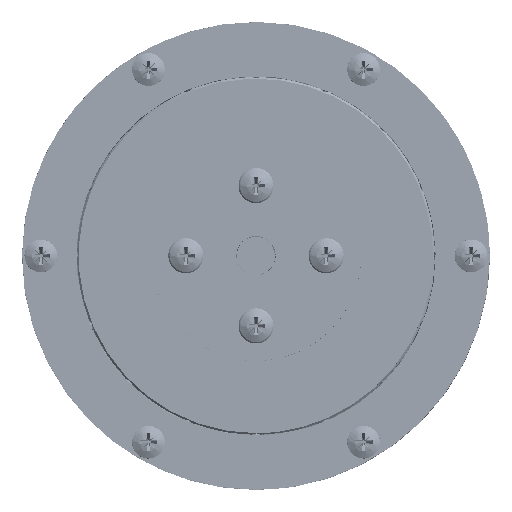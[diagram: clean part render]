
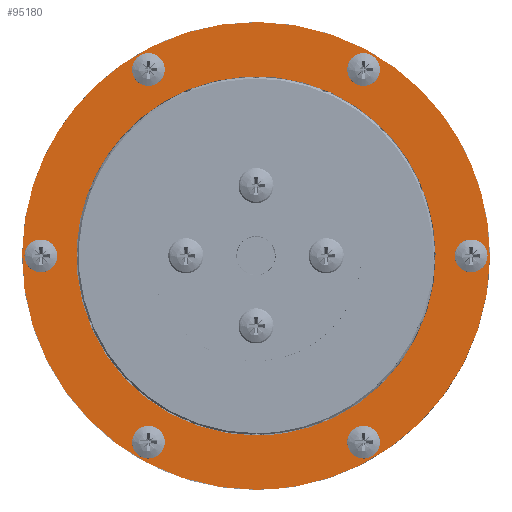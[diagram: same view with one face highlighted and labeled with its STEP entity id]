
A CAD part, top view. The second image highlights one B-rep face of the part: STEP entity #95180.
In plain terms, the highlighted free-form (B-spline) face has degree [1, 1] with [2, 2] control points.
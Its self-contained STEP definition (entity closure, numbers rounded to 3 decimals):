
#94291 = VERTEX_POINT('',#94292);
#94292 = CARTESIAN_POINT('',(35.955,54.051,
    54.95));
#94310 = EDGE_CURVE('',#94291,#94291,#94311,.T.);
#94311 = ( BOUNDED_CURVE() B_SPLINE_CURVE(2,(#94312,#94313,#94314,#94315
    ,#94316,#94317,#94318),.UNSPECIFIED.,.T.,.F.) 
B_SPLINE_CURVE_WITH_KNOTS((3,2,2,3),(3.142,5.236,
7.33,9.425),.PIECEWISE_BEZIER_KNOTS.) CURVE() 
GEOMETRIC_REPRESENTATION_ITEM() RATIONAL_B_SPLINE_CURVE((1.,0.5,1.,0.5,
1.,0.5,1.)) REPRESENTATION_ITEM('') );
#94312 = CARTESIAN_POINT('',(35.955,54.051,
    54.95));
#94313 = CARTESIAN_POINT('',(35.955,45.826,
    54.95));
#94314 = CARTESIAN_POINT('',(28.832,49.938,
    54.95));
#94315 = CARTESIAN_POINT('',(21.709,54.051,
    54.95));
#94316 = CARTESIAN_POINT('',(28.832,58.163,
    54.95));
#94317 = CARTESIAN_POINT('',(35.955,62.276,
    54.95));
#94318 = CARTESIAN_POINT('',(35.955,54.051,
    54.95));
#94366 = VERTEX_POINT('',#94367);
#94367 = CARTESIAN_POINT('',(-26.457,-54.051,
    54.95));
#94385 = EDGE_CURVE('',#94366,#94366,#94386,.T.);
#94386 = ( BOUNDED_CURVE() B_SPLINE_CURVE(2,(#94387,#94388,#94389,#94390
    ,#94391,#94392,#94393),.UNSPECIFIED.,.T.,.F.) 
B_SPLINE_CURVE_WITH_KNOTS((3,2,2,3),(3.142,5.236,
7.33,9.425),.PIECEWISE_BEZIER_KNOTS.) CURVE() 
GEOMETRIC_REPRESENTATION_ITEM() RATIONAL_B_SPLINE_CURVE((1.,0.5,1.,0.5,
1.,0.5,1.)) REPRESENTATION_ITEM('') );
#94387 = CARTESIAN_POINT('',(-26.457,-54.051,
    54.95));
#94388 = CARTESIAN_POINT('',(-26.457,-62.276,
    54.95));
#94389 = CARTESIAN_POINT('',(-33.581,-58.163,
    54.95));
#94390 = CARTESIAN_POINT('',(-40.704,-54.051,
    54.95));
#94391 = CARTESIAN_POINT('',(-33.581,-49.938,
    54.95));
#94392 = CARTESIAN_POINT('',(-26.457,-45.826,
    54.95));
#94393 = CARTESIAN_POINT('',(-26.457,-54.051,
    54.95));
#94441 = VERTEX_POINT('',#94442);
#94442 = CARTESIAN_POINT('',(-26.457,54.051,
    54.95));
#94460 = EDGE_CURVE('',#94441,#94441,#94461,.T.);
#94461 = ( BOUNDED_CURVE() B_SPLINE_CURVE(2,(#94462,#94463,#94464,#94465
    ,#94466,#94467,#94468),.UNSPECIFIED.,.T.,.F.) 
B_SPLINE_CURVE_WITH_KNOTS((3,2,2,3),(3.142,5.236,
7.33,9.425),.PIECEWISE_BEZIER_KNOTS.) CURVE() 
GEOMETRIC_REPRESENTATION_ITEM() RATIONAL_B_SPLINE_CURVE((1.,0.5,1.,0.5,
1.,0.5,1.)) REPRESENTATION_ITEM('') );
#94462 = CARTESIAN_POINT('',(-26.457,54.051,
    54.95));
#94463 = CARTESIAN_POINT('',(-26.457,45.826,
    54.95));
#94464 = CARTESIAN_POINT('',(-33.581,49.938,
    54.95));
#94465 = CARTESIAN_POINT('',(-40.704,54.051,
    54.95));
#94466 = CARTESIAN_POINT('',(-33.581,58.163,
    54.95));
#94467 = CARTESIAN_POINT('',(-26.457,62.276,
    54.95));
#94468 = CARTESIAN_POINT('',(-26.457,54.051,
    54.95));
#94516 = VERTEX_POINT('',#94517);
#94517 = CARTESIAN_POINT('',(67.161,0.,
    54.95));
#94535 = EDGE_CURVE('',#94516,#94516,#94536,.T.);
#94536 = ( BOUNDED_CURVE() B_SPLINE_CURVE(2,(#94537,#94538,#94539,#94540
    ,#94541,#94542,#94543),.UNSPECIFIED.,.T.,.F.) 
B_SPLINE_CURVE_WITH_KNOTS((3,2,2,3),(3.142,5.236,
7.33,9.425),.PIECEWISE_BEZIER_KNOTS.) CURVE() 
GEOMETRIC_REPRESENTATION_ITEM() RATIONAL_B_SPLINE_CURVE((1.,0.5,1.,0.5,
1.,0.5,1.)) REPRESENTATION_ITEM('') );
#94537 = CARTESIAN_POINT('',(67.161,0.,
    54.95));
#94538 = CARTESIAN_POINT('',(67.161,-8.225,
    54.95));
#94539 = CARTESIAN_POINT('',(60.038,-4.113,
    54.95));
#94540 = CARTESIAN_POINT('',(52.915,0.,
    54.95));
#94541 = CARTESIAN_POINT('',(60.038,4.113,
    54.95));
#94542 = CARTESIAN_POINT('',(67.161,8.225,
    54.95));
#94543 = CARTESIAN_POINT('',(67.161,0.,
    54.95));
#94591 = VERTEX_POINT('',#94592);
#94592 = CARTESIAN_POINT('',(35.955,-54.051,
    54.95));
#94610 = EDGE_CURVE('',#94591,#94591,#94611,.T.);
#94611 = ( BOUNDED_CURVE() B_SPLINE_CURVE(2,(#94612,#94613,#94614,#94615
    ,#94616,#94617,#94618),.UNSPECIFIED.,.T.,.F.) 
B_SPLINE_CURVE_WITH_KNOTS((3,2,2,3),(3.142,5.236,
7.33,9.425),.PIECEWISE_BEZIER_KNOTS.) CURVE() 
GEOMETRIC_REPRESENTATION_ITEM() RATIONAL_B_SPLINE_CURVE((1.,0.5,1.,0.5,
1.,0.5,1.)) REPRESENTATION_ITEM('') );
#94612 = CARTESIAN_POINT('',(35.955,-54.051,
    54.95));
#94613 = CARTESIAN_POINT('',(35.955,-62.276,
    54.95));
#94614 = CARTESIAN_POINT('',(28.832,-58.163,
    54.95));
#94615 = CARTESIAN_POINT('',(21.709,-54.051,
    54.95));
#94616 = CARTESIAN_POINT('',(28.832,-49.938,
    54.95));
#94617 = CARTESIAN_POINT('',(35.955,-45.826,
    54.95));
#94618 = CARTESIAN_POINT('',(35.955,-54.051,
    54.95));
#94666 = VERTEX_POINT('',#94667);
#94667 = CARTESIAN_POINT('',(-57.664,0.,
    54.95));
#94685 = EDGE_CURVE('',#94666,#94666,#94686,.T.);
#94686 = ( BOUNDED_CURVE() B_SPLINE_CURVE(2,(#94687,#94688,#94689,#94690
    ,#94691,#94692,#94693),.UNSPECIFIED.,.T.,.F.) 
B_SPLINE_CURVE_WITH_KNOTS((3,2,2,3),(3.142,5.236,
7.33,9.425),.PIECEWISE_BEZIER_KNOTS.) CURVE() 
GEOMETRIC_REPRESENTATION_ITEM() RATIONAL_B_SPLINE_CURVE((1.,0.5,1.,0.5,
1.,0.5,1.)) REPRESENTATION_ITEM('') );
#94687 = CARTESIAN_POINT('',(-57.664,0.,
    54.95));
#94688 = CARTESIAN_POINT('',(-57.664,-8.225,
    54.95));
#94689 = CARTESIAN_POINT('',(-64.787,-4.113,
    54.95));
#94690 = CARTESIAN_POINT('',(-71.91,0.,
    54.95));
#94691 = CARTESIAN_POINT('',(-64.787,4.113,
    54.95));
#94692 = CARTESIAN_POINT('',(-57.664,8.225,
    54.95));
#94693 = CARTESIAN_POINT('',(-57.664,0.,
    54.95));
#95144 = VERTEX_POINT('',#95145);
#95145 = CARTESIAN_POINT('',(0.,-52.101,
    54.95));
#95150 = EDGE_CURVE('',#95144,#95144,#95151,.T.);
#95151 = ( BOUNDED_CURVE() B_SPLINE_CURVE(2,(#95152,#95153,#95154,#95155
    ,#95156,#95157,#95158),.UNSPECIFIED.,.T.,.F.) 
B_SPLINE_CURVE_WITH_KNOTS((3,2,2,3),(1.571,3.665,
5.76,7.854),.PIECEWISE_BEZIER_KNOTS.) CURVE() 
GEOMETRIC_REPRESENTATION_ITEM() RATIONAL_B_SPLINE_CURVE((1.,0.5,1.,0.5,
1.,0.5,1.)) REPRESENTATION_ITEM('') );
#95152 = CARTESIAN_POINT('',(0.,-52.101,
    54.95));
#95153 = CARTESIAN_POINT('',(-90.241,-52.101,
    54.95));
#95154 = CARTESIAN_POINT('',(-45.121,26.05,
    54.95));
#95155 = CARTESIAN_POINT('',(0.,104.201,
    54.95));
#95156 = CARTESIAN_POINT('',(45.121,26.05,
    54.95));
#95157 = CARTESIAN_POINT('',(90.241,-52.101,
    54.95));
#95158 = CARTESIAN_POINT('',(0.,-52.101,
    54.95));
#95180 = ADVANCED_FACE('',(#95181,#95195,#95198,#95201,#95204,#95207,
    #95210,#95213),#95216,.T.);
#95181 = FACE_BOUND('',#95182,.T.);
#95182 = EDGE_LOOP('',(#95183));
#95183 = ORIENTED_EDGE('',*,*,#95184,.F.);
#95184 = EDGE_CURVE('',#95185,#95185,#95187,.T.);
#95185 = VERTEX_POINT('',#95186);
#95186 = CARTESIAN_POINT('',(0.,-67.84,
    54.95));
#95187 = ( BOUNDED_CURVE() B_SPLINE_CURVE(2,(#95188,#95189,#95190,#95191
    ,#95192,#95193,#95194),.UNSPECIFIED.,.T.,.F.) 
B_SPLINE_CURVE_WITH_KNOTS((3,2,2,3),(1.571,3.665,
5.76,7.854),.PIECEWISE_BEZIER_KNOTS.) CURVE() 
GEOMETRIC_REPRESENTATION_ITEM() RATIONAL_B_SPLINE_CURVE((1.,0.5,1.,0.5,
1.,0.5,1.)) REPRESENTATION_ITEM('') );
#95188 = CARTESIAN_POINT('',(0.,-67.84,
    54.95));
#95189 = CARTESIAN_POINT('',(-117.501,-67.84,
    54.95));
#95190 = CARTESIAN_POINT('',(-58.751,33.92,
    54.95));
#95191 = CARTESIAN_POINT('',(0.,135.679,
    54.95));
#95192 = CARTESIAN_POINT('',(58.751,33.92,
    54.95));
#95193 = CARTESIAN_POINT('',(117.501,-67.84,
    54.95));
#95194 = CARTESIAN_POINT('',(0.,-67.84,
    54.95));
#95195 = FACE_BOUND('',#95196,.T.);
#95196 = EDGE_LOOP('',(#95197));
#95197 = ORIENTED_EDGE('',*,*,#94310,.T.);
#95198 = FACE_BOUND('',#95199,.T.);
#95199 = EDGE_LOOP('',(#95200));
#95200 = ORIENTED_EDGE('',*,*,#94385,.T.);
#95201 = FACE_BOUND('',#95202,.T.);
#95202 = EDGE_LOOP('',(#95203));
#95203 = ORIENTED_EDGE('',*,*,#94460,.T.);
#95204 = FACE_BOUND('',#95205,.T.);
#95205 = EDGE_LOOP('',(#95206));
#95206 = ORIENTED_EDGE('',*,*,#94535,.T.);
#95207 = FACE_BOUND('',#95208,.T.);
#95208 = EDGE_LOOP('',(#95209));
#95209 = ORIENTED_EDGE('',*,*,#94610,.T.);
#95210 = FACE_BOUND('',#95211,.T.);
#95211 = EDGE_LOOP('',(#95212));
#95212 = ORIENTED_EDGE('',*,*,#94685,.T.);
#95213 = FACE_BOUND('',#95214,.T.);
#95214 = EDGE_LOOP('',(#95215));
#95215 = ORIENTED_EDGE('',*,*,#95150,.T.);
#95216 = B_SPLINE_SURFACE_WITH_KNOTS('',1,1,(
    (#95217,#95218)
    ,(#95219,#95220
    )),.UNSPECIFIED.,.F.,.F.,.F.,(2,2),(2,2),(-50.,50.),(-100.,0.),
  .PIECEWISE_BEZIER_KNOTS.);
#95217 = CARTESIAN_POINT('',(-67.84,-67.84,
    54.95));
#95218 = CARTESIAN_POINT('',(-67.84,67.84,
    54.95));
#95219 = CARTESIAN_POINT('',(67.84,-67.84,
    54.95));
#95220 = CARTESIAN_POINT('',(67.84,67.84,
    54.95));
